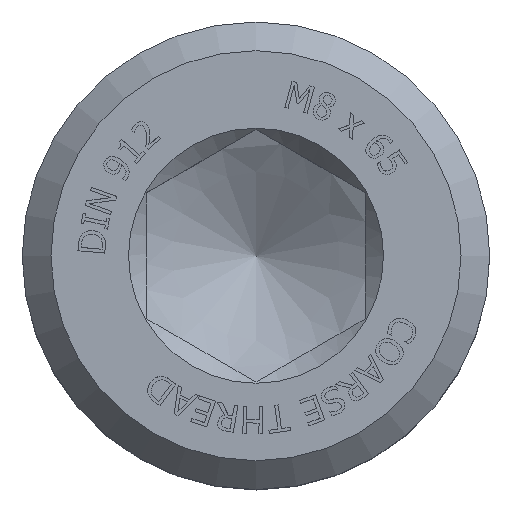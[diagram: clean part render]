
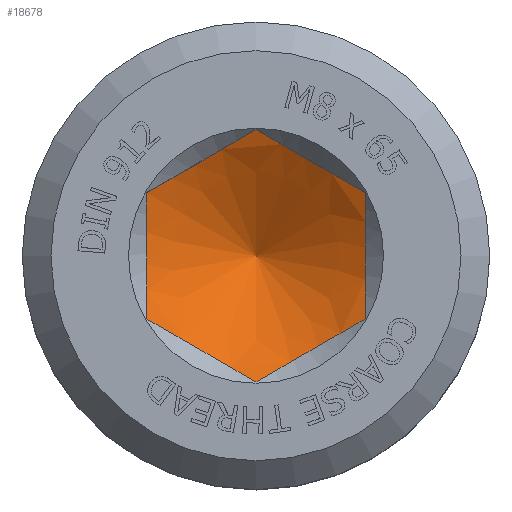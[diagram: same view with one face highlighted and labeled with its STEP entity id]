
A CAD part, top view. The second image highlights one B-rep face of the part: STEP entity #18678.
In plain terms, the highlighted conical face has half-angle 60 degrees and reference radius 2.6 mm.
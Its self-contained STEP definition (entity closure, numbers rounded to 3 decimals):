
#18306=CARTESIAN_POINT('',(0.,3.51,-4.0));
#18307=VERTEX_POINT('',#18306);
#18314=CARTESIAN_POINT('',(3.04,1.755,-4.0));
#18315=VERTEX_POINT('',#18314);
#18316=CARTESIAN_POINT('',(3.04,1.755,-4.0));
#18317=CARTESIAN_POINT('',(1.52,2.633,-4.507));
#18318=CARTESIAN_POINT('',(0.,3.51,-4.0));
#18326=(BOUNDED_CURVE()B_SPLINE_CURVE(2,(#18316,#18317,#18318),.UNSPECIFIED.,.F.,.U.)B_SPLINE_CURVE_WITH_KNOTS((3,3),(0.21,0.67),.UNSPECIFIED.)CURVE()GEOMETRIC_REPRESENTATION_ITEM()RATIONAL_B_SPLINE_CURVE((1.258,1.453,1.258))REPRESENTATION_ITEM(''));
#18327=EDGE_CURVE('',#18315,#18307,#18326,.T.);
#18344=CARTESIAN_POINT('',(-3.04,1.755,-4.0));
#18345=VERTEX_POINT('',#18344);
#18352=CARTESIAN_POINT('',(0.,3.51,-4.0));
#18353=CARTESIAN_POINT('',(-1.52,2.633,-4.507));
#18354=CARTESIAN_POINT('',(-3.04,1.755,-4.0));
#18362=(BOUNDED_CURVE()B_SPLINE_CURVE(2,(#18352,#18353,#18354),.UNSPECIFIED.,.F.,.U.)B_SPLINE_CURVE_WITH_KNOTS((3,3),(0.21,0.67),.UNSPECIFIED.)CURVE()GEOMETRIC_REPRESENTATION_ITEM()RATIONAL_B_SPLINE_CURVE((1.258,1.453,1.258))REPRESENTATION_ITEM(''));
#18363=EDGE_CURVE('',#18307,#18345,#18362,.T.);
#18375=CARTESIAN_POINT('',(-3.04,-1.755,-4.0));
#18376=VERTEX_POINT('',#18375);
#18383=CARTESIAN_POINT('',(-3.04,1.755,-4.0));
#18384=CARTESIAN_POINT('',(-3.04,0.,-4.507));
#18385=CARTESIAN_POINT('',(-3.04,-1.755,-4.0));
#18393=(BOUNDED_CURVE()B_SPLINE_CURVE(2,(#18383,#18384,#18385),.UNSPECIFIED.,.F.,.U.)B_SPLINE_CURVE_WITH_KNOTS((3,3),(0.21,0.67),.UNSPECIFIED.)CURVE()GEOMETRIC_REPRESENTATION_ITEM()RATIONAL_B_SPLINE_CURVE((1.258,1.453,1.258))REPRESENTATION_ITEM(''));
#18394=EDGE_CURVE('',#18345,#18376,#18393,.T.);
#18406=CARTESIAN_POINT('',(0.,-3.51,-4.0));
#18407=VERTEX_POINT('',#18406);
#18414=CARTESIAN_POINT('',(-3.04,-1.755,-4.0));
#18415=CARTESIAN_POINT('',(-1.52,-2.633,-4.507));
#18416=CARTESIAN_POINT('',(0.,-3.51,-4.0));
#18424=(BOUNDED_CURVE()B_SPLINE_CURVE(2,(#18414,#18415,#18416),.UNSPECIFIED.,.F.,.U.)B_SPLINE_CURVE_WITH_KNOTS((3,3),(0.21,0.67),.UNSPECIFIED.)CURVE()GEOMETRIC_REPRESENTATION_ITEM()RATIONAL_B_SPLINE_CURVE((1.258,1.453,1.258))REPRESENTATION_ITEM(''));
#18425=EDGE_CURVE('',#18376,#18407,#18424,.T.);
#18437=CARTESIAN_POINT('',(3.04,-1.755,-4.));
#18438=VERTEX_POINT('',#18437);
#18445=CARTESIAN_POINT('',(0.,-3.51,-4.0));
#18446=CARTESIAN_POINT('',(1.52,-2.633,-4.507));
#18447=CARTESIAN_POINT('',(3.04,-1.755,-4.));
#18455=(BOUNDED_CURVE()B_SPLINE_CURVE(2,(#18445,#18446,#18447),.UNSPECIFIED.,.F.,.U.)B_SPLINE_CURVE_WITH_KNOTS((3,3),(0.21,0.67),.UNSPECIFIED.)CURVE()GEOMETRIC_REPRESENTATION_ITEM()RATIONAL_B_SPLINE_CURVE((1.258,1.453,1.258))REPRESENTATION_ITEM(''));
#18456=EDGE_CURVE('',#18407,#18438,#18455,.T.);
#18469=CARTESIAN_POINT('',(3.04,-1.755,-4.));
#18470=CARTESIAN_POINT('',(3.04,0.,-4.507));
#18471=CARTESIAN_POINT('',(3.04,1.755,-4.0));
#18479=(BOUNDED_CURVE()B_SPLINE_CURVE(2,(#18469,#18470,#18471),.UNSPECIFIED.,.F.,.U.)B_SPLINE_CURVE_WITH_KNOTS((3,3),(0.21,0.67),.UNSPECIFIED.)CURVE()GEOMETRIC_REPRESENTATION_ITEM()RATIONAL_B_SPLINE_CURVE((1.258,1.453,1.258))REPRESENTATION_ITEM(''));
#18480=EDGE_CURVE('',#18438,#18315,#18479,.T.);
#18665=CARTESIAN_POINT('',(0.0,0.,-4.526));
#18666=DIRECTION('',(0.0,0.,1.0));
#18667=DIRECTION('',(0.0,1.0,0.0));
#18668=AXIS2_PLACEMENT_3D('',#18665,#18666,#18667);
#18669=CONICAL_SURFACE('',#18668,2.6,60.);
#18670=ORIENTED_EDGE('',*,*,#18394,.T.);
#18671=ORIENTED_EDGE('',*,*,#18425,.T.);
#18672=ORIENTED_EDGE('',*,*,#18456,.T.);
#18673=ORIENTED_EDGE('',*,*,#18480,.T.);
#18674=ORIENTED_EDGE('',*,*,#18327,.T.);
#18675=ORIENTED_EDGE('',*,*,#18363,.T.);
#18676=EDGE_LOOP('',(#18670,#18671,#18672,#18673,#18674,#18675));
#18677=FACE_OUTER_BOUND('',#18676,.T.);
#18678=ADVANCED_FACE('',(#18677),#18669,.F.);
